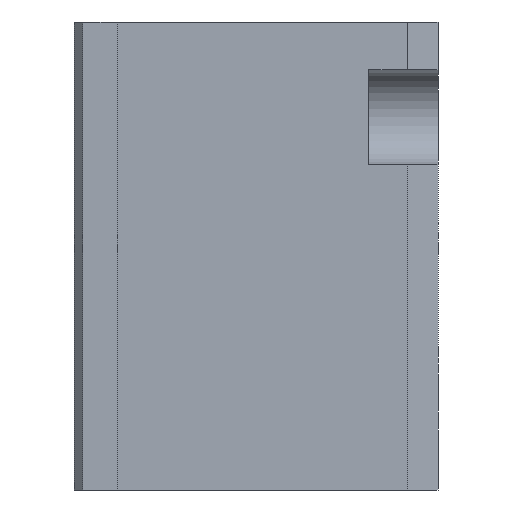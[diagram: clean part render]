
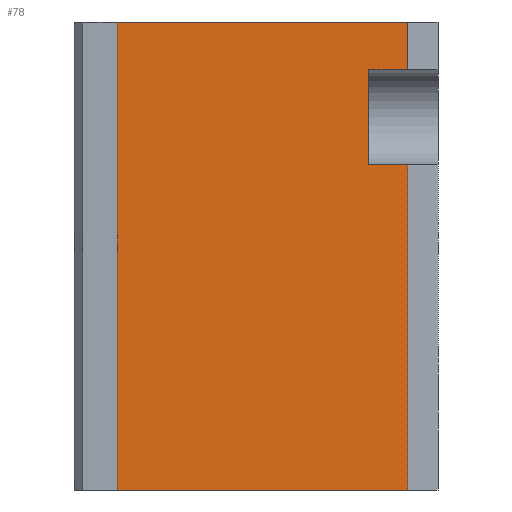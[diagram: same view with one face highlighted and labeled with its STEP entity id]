
A CAD part, left-side view. The second image highlights one B-rep face of the part: STEP entity #78.
In plain terms, the highlighted planar face has unit normal (-1, 0, 0).
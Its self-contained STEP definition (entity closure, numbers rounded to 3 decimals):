
#78 = ADVANCED_FACE( '', ( #182 ), #183, .F. );
#182 = FACE_OUTER_BOUND( '', #323, .T. );
#183 = PLANE( '', #324 );
#323 = EDGE_LOOP( '', ( #493, #494, #495, #496, #497, #498, #499, #500 ) );
#324 = AXIS2_PLACEMENT_3D( '', #501, #502, #503 );
#493 = ORIENTED_EDGE( '', *, *, #795, .F. );
#494 = ORIENTED_EDGE( '', *, *, #796, .F. );
#495 = ORIENTED_EDGE( '', *, *, #797, .F. );
#496 = ORIENTED_EDGE( '', *, *, #779, .T. );
#497 = ORIENTED_EDGE( '', *, *, #798, .T. );
#498 = ORIENTED_EDGE( '', *, *, #784, .F. );
#499 = ORIENTED_EDGE( '', *, *, #799, .F. );
#500 = ORIENTED_EDGE( '', *, *, #800, .T. );
#501 = CARTESIAN_POINT( '', ( -29., 37., 54. ) );
#502 = DIRECTION( '', ( 1., 0., 0. ) );
#503 = DIRECTION( '', ( 0., 0., -1. ) );
#779 = EDGE_CURVE( '', #921, #919, #922, .T. );
#784 = EDGE_CURVE( '', #927, #930, #931, .T. );
#795 = EDGE_CURVE( '', #947, #948, #949, .T. );
#796 = EDGE_CURVE( '', #950, #947, #951, .T. );
#797 = EDGE_CURVE( '', #921, #950, #952, .T. );
#798 = EDGE_CURVE( '', #919, #930, #953, .T. );
#799 = EDGE_CURVE( '', #954, #927, #955, .T. );
#800 = EDGE_CURVE( '', #954, #948, #956, .T. );
#919 = VERTEX_POINT( '', #1235 );
#921 = VERTEX_POINT( '', #1238 );
#922 = LINE( '', #1239, #1240 );
#927 = VERTEX_POINT( '', #1247 );
#930 = VERTEX_POINT( '', #1251 );
#931 = LINE( '', #1252, #1253 );
#947 = VERTEX_POINT( '', #1274 );
#948 = VERTEX_POINT( '', #1275 );
#949 = LINE( '', #1276, #1277 );
#950 = VERTEX_POINT( '', #1278 );
#951 = LINE( '', #1279, #1280 );
#952 = LINE( '', #1281, #1282 );
#953 = LINE( '', #1283, #1284 );
#954 = VERTEX_POINT( '', #1285 );
#955 = LINE( '', #1286, #1287 );
#956 = LINE( '', #1288, #1289 );
#1235 = CARTESIAN_POINT( '', ( -29., 37., 0. ) );
#1238 = CARTESIAN_POINT( '', ( -29., 37., 54. ) );
#1239 = CARTESIAN_POINT( '', ( -29., 37., 54. ) );
#1240 = VECTOR( '', #1466, 1000. );
#1247 = CARTESIAN_POINT( '', ( -29., 3.5, 37.5 ) );
#1251 = CARTESIAN_POINT( '', ( -29., 3.5, 0. ) );
#1252 = CARTESIAN_POINT( '', ( -29., 3.5, 54. ) );
#1253 = VECTOR( '', #1470, 1000. );
#1274 = CARTESIAN_POINT( '', ( -29., 3.5, 48.5 ) );
#1275 = CARTESIAN_POINT( '', ( -29., 8., 48.5 ) );
#1276 = CARTESIAN_POINT( '', ( -29., 37., 48.5 ) );
#1277 = VECTOR( '', #1482, 1000. );
#1278 = CARTESIAN_POINT( '', ( -29., 3.5, 54. ) );
#1279 = CARTESIAN_POINT( '', ( -29., 3.5, 54. ) );
#1280 = VECTOR( '', #1483, 1000. );
#1281 = CARTESIAN_POINT( '', ( -29., 37., 54. ) );
#1282 = VECTOR( '', #1484, 1000. );
#1283 = CARTESIAN_POINT( '', ( -29., 37., 0. ) );
#1284 = VECTOR( '', #1485, 1000. );
#1285 = CARTESIAN_POINT( '', ( -29., 8., 37.5 ) );
#1286 = CARTESIAN_POINT( '', ( -29., 37., 37.5 ) );
#1287 = VECTOR( '', #1486, 1000. );
#1288 = CARTESIAN_POINT( '', ( -29., 8., 54. ) );
#1289 = VECTOR( '', #1487, 1000. );
#1466 = DIRECTION( '', ( 0., 0., -1. ) );
#1470 = DIRECTION( '', ( 0., 0., -1. ) );
#1482 = DIRECTION( '', ( 0., 1., 0. ) );
#1483 = DIRECTION( '', ( 0., 0., -1. ) );
#1484 = DIRECTION( '', ( 0., -1., 0. ) );
#1485 = DIRECTION( '', ( 0., -1., 0. ) );
#1486 = DIRECTION( '', ( 0., -1., 0. ) );
#1487 = DIRECTION( '', ( 0., 0., 1. ) );
